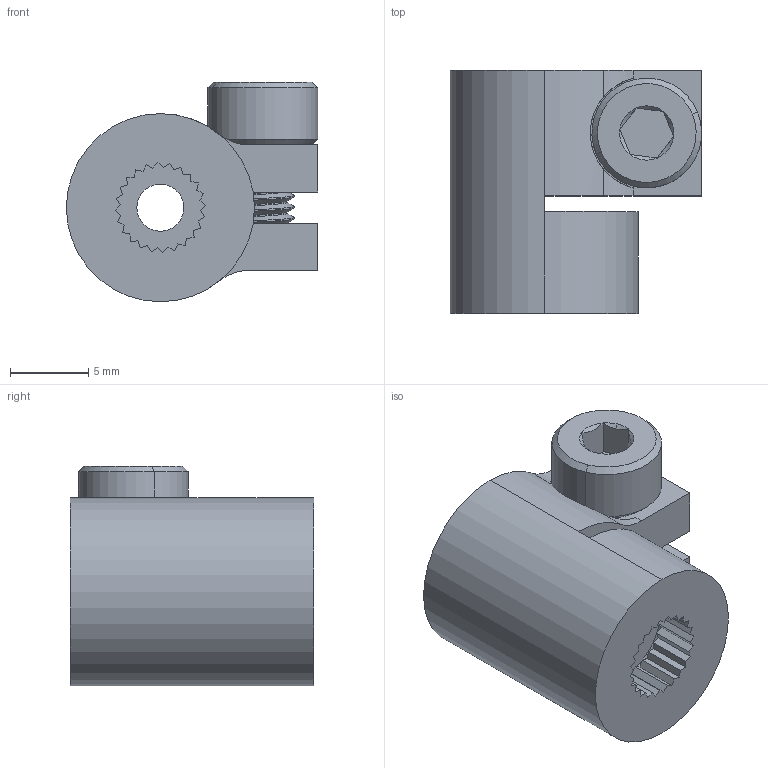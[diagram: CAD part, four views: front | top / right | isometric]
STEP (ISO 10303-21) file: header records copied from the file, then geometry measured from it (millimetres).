
FILE_DESCRIPTION (( 'STEP AP203' ), '1' );
FILE_NAME ('4001-0024-0006 assembly.STEP', '2018-08-08T19:18:06', ( '' ), ( '' ), 'SwSTEP 2.0', 'SolidWorks 2016', '' );
FILE_SCHEMA (( 'CONFIG_CONTROL_DESIGN' ));
Length unit declared in the file: millimetre
Products named in the file (3): 4001-0024-0006; 2800-0004-0008_90128A207; 4001-0024-0006 assembly
Assembly tree (2 placements, depth 2):
  4001-0024-0006 assembly
    4001-0024-0006
    2800-0004-0008_90128A207
Bounding box: 16.03 x 15.5 x 14 mm (x, y, z)
Volume: 1625.1 mm3; surface area: 1760.9 mm2
Topology: 2 solids, 2 shells, 181 faces, 497 edges, 323 vertices
Faces by surface type: cylinder 90, plane 74, cone 13, bspline 4
Entity records: 9572 total; most frequent: CARTESIAN_POINT 5077, ORIENTED_EDGE 994, DIRECTION 763, EDGE_CURVE 497, VERTEX_POINT 323, LINE 277, VECTOR 277, AXIS2_PLACEMENT_3D 243
